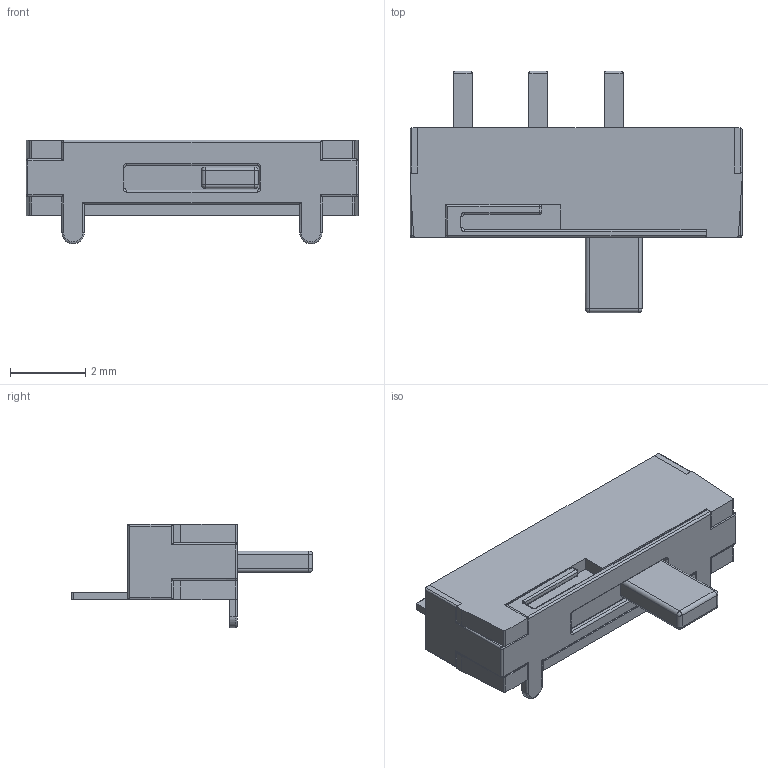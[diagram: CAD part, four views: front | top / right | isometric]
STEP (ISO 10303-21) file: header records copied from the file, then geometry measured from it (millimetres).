
FILE_DESCRIPTION(/* description */ ('STEP AP214'),/* implementation_level */ '2;1');
FILE_NAME(/* name */ 'SK-3270SB-L1.step',/* time_stamp */ '2024-11-13T00:03:55+01:00',/* author */ (''),/* organization */ (''),/* preprocessor_version */ 'ST-DEVELOPER v20',/* originating_system */ 'Autodesk Translation Framework v13.20.0.188',/* authorisation */ '');
FILE_SCHEMA (('AUTOMOTIVE_DESIGN { 1 0 10303 214 3 1 1 }'));
Length unit declared in the file: millimetre
Products named in the file (1): SW-SMD_SK-3270SB-L1
Bounding box: 8.8 x 6.4 x 2.75 mm (x, y, z)
Volume: 52 mm3; surface area: 165.8 mm2
Topology: 6 solids, 6 shells, 207 faces, 488 edges, 287 vertices
Faces by surface type: plane 100, cylinder 81, torus 14, sphere 12
Entity records: 5932 total; most frequent: DIRECTION 1039, CARTESIAN_POINT 977, ORIENTED_EDGE 964, EDGE_CURVE 482, AXIS2_PLACEMENT_3D 349, LINE 341, VECTOR 341, VERTEX_POINT 287
